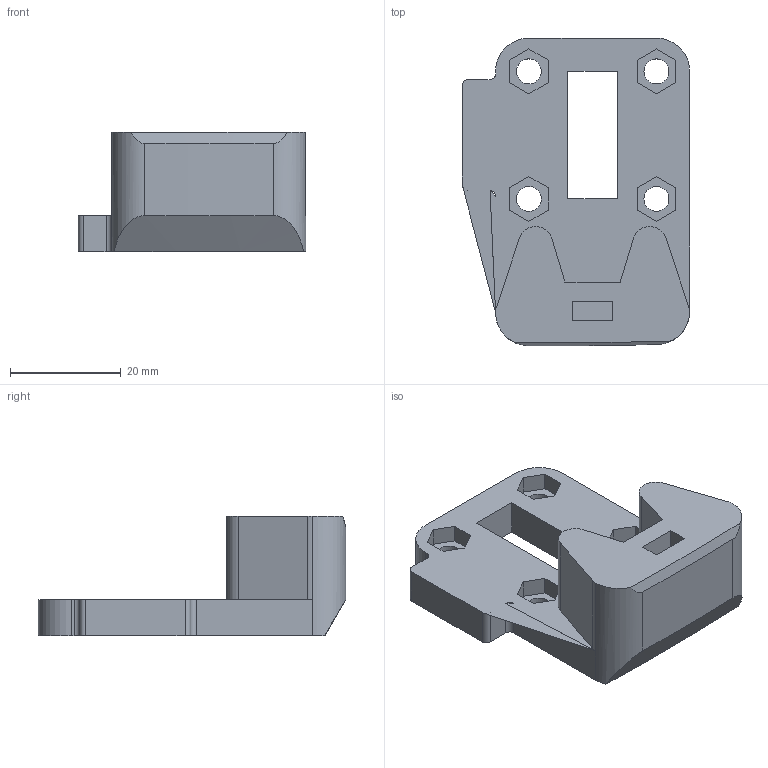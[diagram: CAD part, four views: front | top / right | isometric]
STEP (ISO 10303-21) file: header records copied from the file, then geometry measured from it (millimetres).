
FILE_DESCRIPTION (( 'STEP AP214' ), '1' );
FILE_NAME ('P3sTE_MK2 - heatbed_grinder_body_v1_1.STEP', '2019-10-03T16:38:16', ( '' ), ( '' ), 'SwSTEP 2.0', 'SolidWorks 2017', '' );
FILE_SCHEMA (( 'AUTOMOTIVE_DESIGN' ));
Length unit declared in the file: millimetre
Products named in the file (1): P3sTE_MK2 - heatbed_grinder_body_v1_1
Bounding box: 41 x 55.5 x 21.5 mm (x, y, z)
Volume: 18092.5 mm3; surface area: 7576.6 mm2
Topology: 1 solids, 1 shells, 153 faces, 408 edges, 272 vertices
Faces by surface type: plane 78, bspline 45, cylinder 28, cone 2
Entity records: 7494 total; most frequent: CARTESIAN_POINT 3871, ORIENTED_EDGE 816, DIRECTION 592, EDGE_CURVE 408, VERTEX_POINT 272, LINE 254, VECTOR 254, EDGE_LOOP 180
